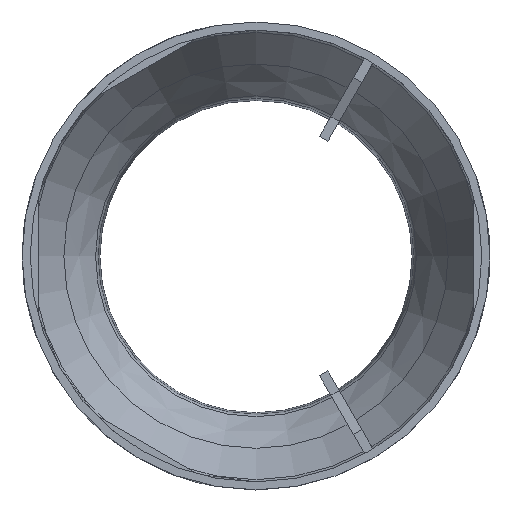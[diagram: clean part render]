
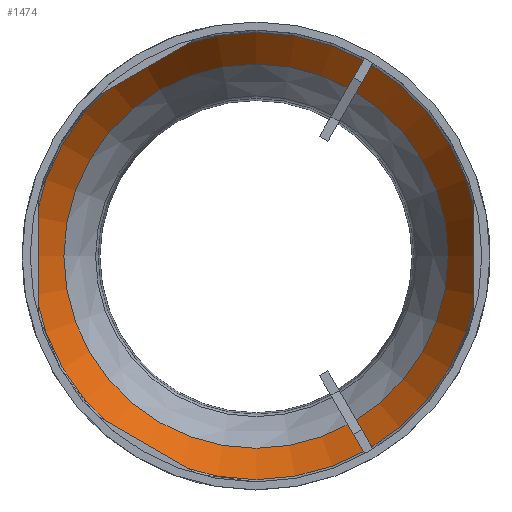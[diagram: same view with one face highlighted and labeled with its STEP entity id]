
A CAD part, top view. The second image highlights one B-rep face of the part: STEP entity #1474.
In plain terms, the highlighted conical face has half-angle 28.258 degrees and reference radius 644.164 mm.
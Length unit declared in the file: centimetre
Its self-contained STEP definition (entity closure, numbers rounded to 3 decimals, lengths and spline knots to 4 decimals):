
#108=FACE_OUTER_BOUND('',#194,.T.);
#194=EDGE_LOOP('',(#1013,#1014,#1015,#1016,#1017));
#289=LINE('',#2230,#425);
#425=VECTOR('',#1747,64.4164);
#561=CIRCLE('',#1569,59.5479);
#562=CIRCLE('',#1570,69.2849);
#563=CIRCLE('',#1571,69.2849);
#648=VERTEX_POINT('',#2227);
#649=VERTEX_POINT('',#2229);
#650=VERTEX_POINT('',#2231);
#790=EDGE_CURVE('',#648,#648,#561,.T.);
#791=EDGE_CURVE('',#648,#649,#289,.T.);
#792=EDGE_CURVE('',#650,#649,#562,.T.);
#793=EDGE_CURVE('',#649,#650,#563,.T.);
#1013=ORIENTED_EDGE('',*,*,#790,.T.);
#1014=ORIENTED_EDGE('',*,*,#791,.T.);
#1015=ORIENTED_EDGE('',*,*,#792,.F.);
#1016=ORIENTED_EDGE('',*,*,#793,.F.);
#1017=ORIENTED_EDGE('',*,*,#791,.F.);
#1459=CONICAL_SURFACE('',#1568,64.4164,0.493);
#1474=ADVANCED_FACE('',(#108),#1459,.F.);
#1568=AXIS2_PLACEMENT_3D('',#2226,#1743,#1744);
#1569=AXIS2_PLACEMENT_3D('',#2228,#1745,#1746);
#1570=AXIS2_PLACEMENT_3D('',#2232,#1748,#1749);
#1571=AXIS2_PLACEMENT_3D('',#2233,#1750,#1751);
#1743=DIRECTION('center_axis',(0.,0.,1.));
#1744=DIRECTION('ref_axis',(-1.,0.,0.));
#1745=DIRECTION('center_axis',(0.,0.,-1.));
#1746=DIRECTION('ref_axis',(1.,0.,0.));
#1747=DIRECTION('',(0.473,0.,0.881));
#1748=DIRECTION('center_axis',(0.,0.,-1.));
#1749=DIRECTION('ref_axis',(1.,0.,0.));
#1750=DIRECTION('center_axis',(0.,0.,-1.));
#1751=DIRECTION('ref_axis',(1.,0.,0.));
#2226=CARTESIAN_POINT('Origin',(0.,0.,85.2413));
#2227=CARTESIAN_POINT('',(59.5479,0.,76.1836));
#2228=CARTESIAN_POINT('Origin',(0.,0.,76.1836));
#2229=CARTESIAN_POINT('',(69.2849,0.,94.299));
#2230=CARTESIAN_POINT('',(64.4164,0.,85.2413));
#2231=CARTESIAN_POINT('',(0.,-69.2849,94.299));
#2232=CARTESIAN_POINT('Origin',(0.,0.,94.299));
#2233=CARTESIAN_POINT('Origin',(0.,0.,94.299));
